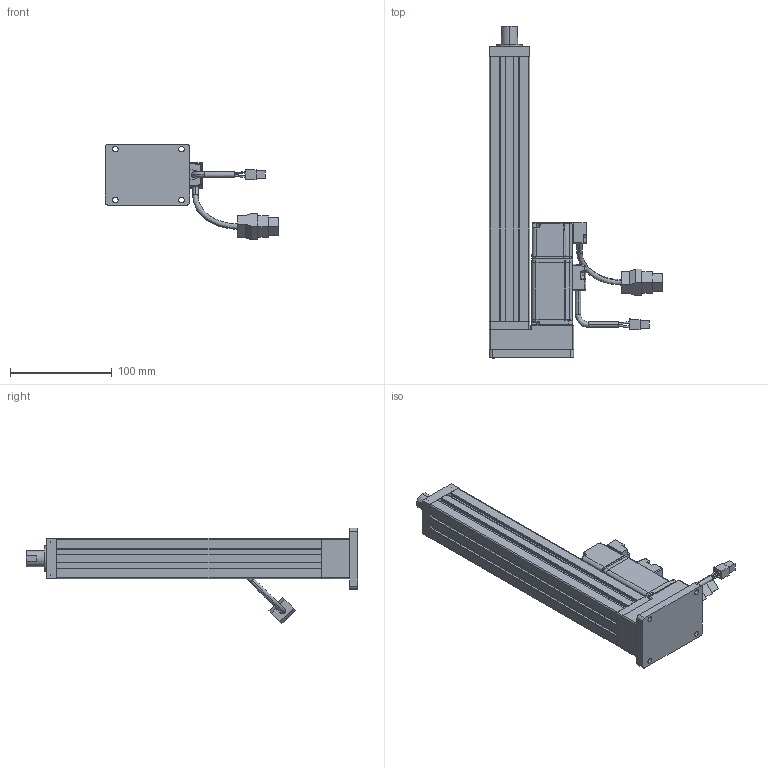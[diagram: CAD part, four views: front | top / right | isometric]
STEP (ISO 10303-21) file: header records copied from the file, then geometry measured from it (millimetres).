
FILE_DESCRIPTION (( 'STEP AP203' ), '1' );
FILE_NAME ('240326-GEN-40缸折叠200行程底板装配体.STEP', '2024-03-26T06:29:08', ( '微软用户' ), ( '微软中国' ), 'SwSTEP 2.0', 'SolidWorks 2016', '' );
FILE_SCHEMA (( 'CONFIG_CONTROL_DESIGN' ));
Length unit declared in the file: millimetre
Products named in the file (3): ECMA-CX0401ES; 240326-GEN-40缸折叠200行程底板装配体; 40缸行程200折叠底板安装
Assembly tree (2 placements, depth 2):
  240326-GEN-40缸折叠200行程底板装配体
    40缸行程200折叠底板安装
    ECMA-CX0401ES
Bounding box: 170.64 x 326 x 94.14 mm (x, y, z)
Volume: 485971.6 mm3; surface area: 155896.7 mm2
Topology: 2 solids, 11 shells, 729 faces, 1944 edges, 1232 vertices
Faces by surface type: cylinder 309, plane 295, bspline 88, cone 37
Entity records: 31055 total; most frequent: CARTESIAN_POINT 14094, ORIENTED_EDGE 3822, DIRECTION 2938, EDGE_CURVE 1911, VERTEX_POINT 1232, AXIS2_PLACEMENT_3D 988, VECTOR 962, LINE 962
